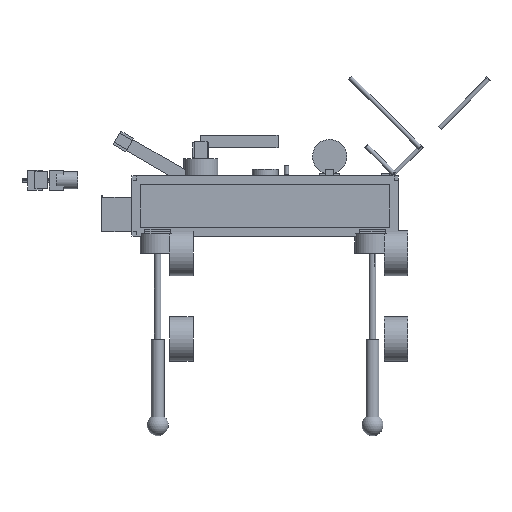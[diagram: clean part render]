
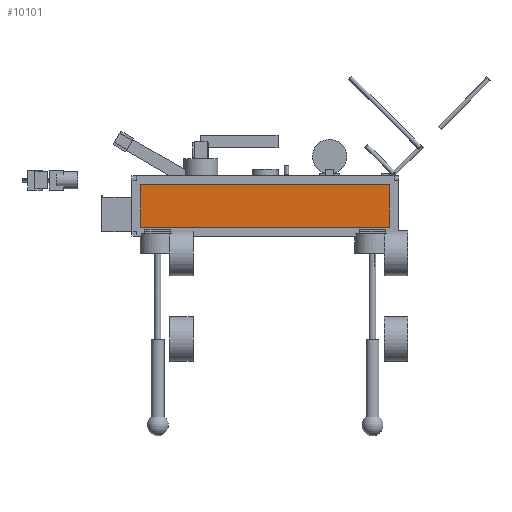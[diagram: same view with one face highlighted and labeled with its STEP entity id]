
A CAD part, left-side view. The second image highlights one B-rep face of the part: STEP entity #10101.
In plain terms, the highlighted planar face has unit normal (-1, 0, 0).
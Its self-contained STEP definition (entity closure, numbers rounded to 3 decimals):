
#9792 = VERTEX_POINT('',#9793);
#9793 = CARTESIAN_POINT('',(-78.,-300.,-60.));
#9802 = PLANE('',#9803);
#9803 = AXIS2_PLACEMENT_3D('',#9804,#9805,#9806);
#9804 = CARTESIAN_POINT('',(-78.,-300.,-60.));
#9805 = DIRECTION('',(0.,1.,0.));
#9806 = DIRECTION('',(1.,0.,0.));
#9814 = PLANE('',#9815);
#9815 = AXIS2_PLACEMENT_3D('',#9816,#9817,#9818);
#9816 = CARTESIAN_POINT('',(-78.,-300.,-60.));
#9817 = DIRECTION('',(0.,0.,1.));
#9818 = DIRECTION('',(1.,0.,0.));
#9826 = EDGE_CURVE('',#9792,#9827,#9829,.T.);
#9827 = VERTEX_POINT('',#9828);
#9828 = CARTESIAN_POINT('',(-78.,-300.,60.));
#9829 = SURFACE_CURVE('',#9830,(#9834,#9841),.PCURVE_S1.);
#9830 = LINE('',#9831,#9832);
#9831 = CARTESIAN_POINT('',(-78.,-300.,-60.));
#9832 = VECTOR('',#9833,1.);
#9833 = DIRECTION('',(0.,0.,1.));
#9834 = PCURVE('',#9802,#9835);
#9835 = DEFINITIONAL_REPRESENTATION('',(#9836),#9840);
#9836 = LINE('',#9837,#9838);
#9837 = CARTESIAN_POINT('',(0.,0.));
#9838 = VECTOR('',#9839,1.);
#9839 = DIRECTION('',(0.,-1.));
#9840 = ( GEOMETRIC_REPRESENTATION_CONTEXT(2) 
PARAMETRIC_REPRESENTATION_CONTEXT() REPRESENTATION_CONTEXT('2D SPACE',''
  ) );
#9841 = PCURVE('',#9842,#9847);
#9842 = PLANE('',#9843);
#9843 = AXIS2_PLACEMENT_3D('',#9844,#9845,#9846);
#9844 = CARTESIAN_POINT('',(-78.,-300.,-60.));
#9845 = DIRECTION('',(1.,0.,0.));
#9846 = DIRECTION('',(0.,1.,0.));
#9847 = DEFINITIONAL_REPRESENTATION('',(#9848),#9852);
#9848 = LINE('',#9849,#9850);
#9849 = CARTESIAN_POINT('',(0.,0.));
#9850 = VECTOR('',#9851,1.);
#9851 = DIRECTION('',(0.,1.));
#9852 = ( GEOMETRIC_REPRESENTATION_CONTEXT(2) 
PARAMETRIC_REPRESENTATION_CONTEXT() REPRESENTATION_CONTEXT('2D SPACE',''
  ) );
#9870 = PLANE('',#9871);
#9871 = AXIS2_PLACEMENT_3D('',#9872,#9873,#9874);
#9872 = CARTESIAN_POINT('',(-78.,-300.,60.));
#9873 = DIRECTION('',(0.,0.,1.));
#9874 = DIRECTION('',(1.,0.,0.));
#9912 = VERTEX_POINT('',#9913);
#9913 = CARTESIAN_POINT('',(-78.,300.,-60.));
#9922 = PLANE('',#9923);
#9923 = AXIS2_PLACEMENT_3D('',#9924,#9925,#9926);
#9924 = CARTESIAN_POINT('',(-78.,300.,-60.));
#9925 = DIRECTION('',(0.,1.,0.));
#9926 = DIRECTION('',(1.,0.,0.));
#9941 = EDGE_CURVE('',#9912,#9942,#9944,.T.);
#9942 = VERTEX_POINT('',#9943);
#9943 = CARTESIAN_POINT('',(-78.,300.,60.));
#9944 = SURFACE_CURVE('',#9945,(#9949,#9956),.PCURVE_S1.);
#9945 = LINE('',#9946,#9947);
#9946 = CARTESIAN_POINT('',(-78.,300.,-60.));
#9947 = VECTOR('',#9948,1.);
#9948 = DIRECTION('',(0.,0.,1.));
#9949 = PCURVE('',#9922,#9950);
#9950 = DEFINITIONAL_REPRESENTATION('',(#9951),#9955);
#9951 = LINE('',#9952,#9953);
#9952 = CARTESIAN_POINT('',(0.,0.));
#9953 = VECTOR('',#9954,1.);
#9954 = DIRECTION('',(0.,-1.));
#9955 = ( GEOMETRIC_REPRESENTATION_CONTEXT(2) 
PARAMETRIC_REPRESENTATION_CONTEXT() REPRESENTATION_CONTEXT('2D SPACE',''
  ) );
#9956 = PCURVE('',#9842,#9957);
#9957 = DEFINITIONAL_REPRESENTATION('',(#9958),#9962);
#9958 = LINE('',#9959,#9960);
#9959 = CARTESIAN_POINT('',(600.,0.));
#9960 = VECTOR('',#9961,1.);
#9961 = DIRECTION('',(0.,1.));
#9962 = ( GEOMETRIC_REPRESENTATION_CONTEXT(2) 
PARAMETRIC_REPRESENTATION_CONTEXT() REPRESENTATION_CONTEXT('2D SPACE',''
  ) );
#10011 = EDGE_CURVE('',#9792,#9912,#10012,.T.);
#10012 = SURFACE_CURVE('',#10013,(#10017,#10024),.PCURVE_S1.);
#10013 = LINE('',#10014,#10015);
#10014 = CARTESIAN_POINT('',(-78.,-300.,-60.));
#10015 = VECTOR('',#10016,1.);
#10016 = DIRECTION('',(0.,1.,0.));
#10017 = PCURVE('',#9814,#10018);
#10018 = DEFINITIONAL_REPRESENTATION('',(#10019),#10023);
#10019 = LINE('',#10020,#10021);
#10020 = CARTESIAN_POINT('',(0.,0.));
#10021 = VECTOR('',#10022,1.);
#10022 = DIRECTION('',(0.,1.));
#10023 = ( GEOMETRIC_REPRESENTATION_CONTEXT(2) 
PARAMETRIC_REPRESENTATION_CONTEXT() REPRESENTATION_CONTEXT('2D SPACE',''
  ) );
#10024 = PCURVE('',#9842,#10025);
#10025 = DEFINITIONAL_REPRESENTATION('',(#10026),#10030);
#10026 = LINE('',#10027,#10028);
#10027 = CARTESIAN_POINT('',(0.,0.));
#10028 = VECTOR('',#10029,1.);
#10029 = DIRECTION('',(1.,0.));
#10030 = ( GEOMETRIC_REPRESENTATION_CONTEXT(2) 
PARAMETRIC_REPRESENTATION_CONTEXT() REPRESENTATION_CONTEXT('2D SPACE',''
  ) );
#10058 = EDGE_CURVE('',#9827,#9942,#10059,.T.);
#10059 = SURFACE_CURVE('',#10060,(#10064,#10071),.PCURVE_S1.);
#10060 = LINE('',#10061,#10062);
#10061 = CARTESIAN_POINT('',(-78.,-300.,60.));
#10062 = VECTOR('',#10063,1.);
#10063 = DIRECTION('',(0.,1.,0.));
#10064 = PCURVE('',#9870,#10065);
#10065 = DEFINITIONAL_REPRESENTATION('',(#10066),#10070);
#10066 = LINE('',#10067,#10068);
#10067 = CARTESIAN_POINT('',(0.,0.));
#10068 = VECTOR('',#10069,1.);
#10069 = DIRECTION('',(0.,1.));
#10070 = ( GEOMETRIC_REPRESENTATION_CONTEXT(2) 
PARAMETRIC_REPRESENTATION_CONTEXT() REPRESENTATION_CONTEXT('2D SPACE',''
  ) );
#10071 = PCURVE('',#9842,#10072);
#10072 = DEFINITIONAL_REPRESENTATION('',(#10073),#10077);
#10073 = LINE('',#10074,#10075);
#10074 = CARTESIAN_POINT('',(0.,120.));
#10075 = VECTOR('',#10076,1.);
#10076 = DIRECTION('',(1.,0.));
#10077 = ( GEOMETRIC_REPRESENTATION_CONTEXT(2) 
PARAMETRIC_REPRESENTATION_CONTEXT() REPRESENTATION_CONTEXT('2D SPACE',''
  ) );
#10101 = ADVANCED_FACE('',(#10102),#9842,.F.);
#10102 = FACE_BOUND('',#10103,.F.);
#10103 = EDGE_LOOP('',(#10104,#10105,#10106,#10107));
#10104 = ORIENTED_EDGE('',*,*,#9826,.F.);
#10105 = ORIENTED_EDGE('',*,*,#10011,.T.);
#10106 = ORIENTED_EDGE('',*,*,#9941,.T.);
#10107 = ORIENTED_EDGE('',*,*,#10058,.F.);
